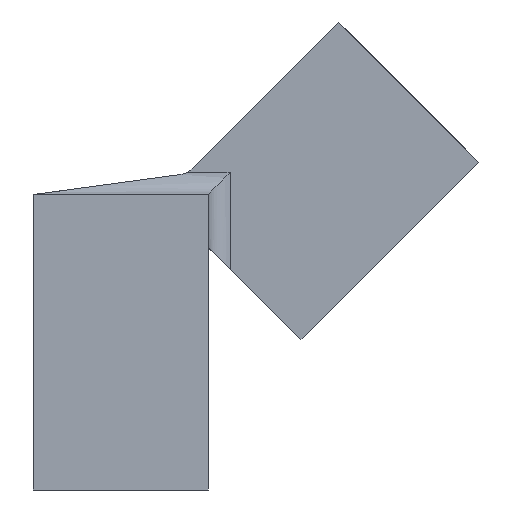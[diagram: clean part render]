
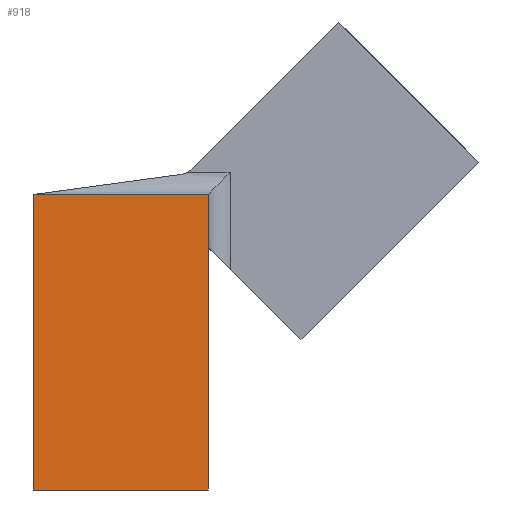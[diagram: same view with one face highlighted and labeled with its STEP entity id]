
A CAD part, left-side view. The second image highlights one B-rep face of the part: STEP entity #918.
In plain terms, the highlighted planar face has unit normal (-1, 0, 0).
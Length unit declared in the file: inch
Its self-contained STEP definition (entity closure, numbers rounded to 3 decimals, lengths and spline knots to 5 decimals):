
#37=PLANE('',#993);
#79=FACE_OUTER_BOUND('',#130,.T.);
#130=EDGE_LOOP('',(#674,#675,#676,#677));
#208=LINE('',#1383,#318);
#213=LINE('',#1393,#323);
#214=LINE('',#1395,#324);
#215=LINE('',#1396,#325);
#318=VECTOR('',#1101,0.3937);
#323=VECTOR('',#1110,0.3937);
#324=VECTOR('',#1111,0.3937);
#325=VECTOR('',#1112,0.3937);
#437=VERTEX_POINT('',#1380);
#438=VERTEX_POINT('',#1382);
#441=VERTEX_POINT('',#1392);
#442=VERTEX_POINT('',#1394);
#529=EDGE_CURVE('',#438,#437,#208,.T.);
#534=EDGE_CURVE('',#441,#437,#213,.T.);
#535=EDGE_CURVE('',#441,#442,#214,.T.);
#536=EDGE_CURVE('',#438,#442,#215,.T.);
#674=ORIENTED_EDGE('',*,*,#529,.T.);
#675=ORIENTED_EDGE('',*,*,#534,.F.);
#676=ORIENTED_EDGE('',*,*,#535,.T.);
#677=ORIENTED_EDGE('',*,*,#536,.F.);
#918=ADVANCED_FACE('',(#79),#37,.T.);
#993=AXIS2_PLACEMENT_3D('',#1391,#1108,#1109);
#1101=DIRECTION('',(0.,-1.,0.));
#1108=DIRECTION('center_axis',(-1.,0.,0.));
#1109=DIRECTION('ref_axis',(0.,0.,1.));
#1110=DIRECTION('',(0.,0.,-1.));
#1111=DIRECTION('',(0.,1.,0.));
#1112=DIRECTION('',(0.,0.,1.));
#1380=CARTESIAN_POINT('',(0.625,0.,0.));
#1382=CARTESIAN_POINT('',(0.625,1.,0.));
#1383=CARTESIAN_POINT('',(0.625,0.5,0.));
#1391=CARTESIAN_POINT('Origin',(0.625,0.,-1.6875));
#1392=CARTESIAN_POINT('',(0.625,0.,1.6875));
#1393=CARTESIAN_POINT('',(0.625,0.,1.6875));
#1394=CARTESIAN_POINT('',(0.625,1.,1.6875));
#1395=CARTESIAN_POINT('',(0.625,0.,1.6875));
#1396=CARTESIAN_POINT('',(0.625,1.,1.6875));
